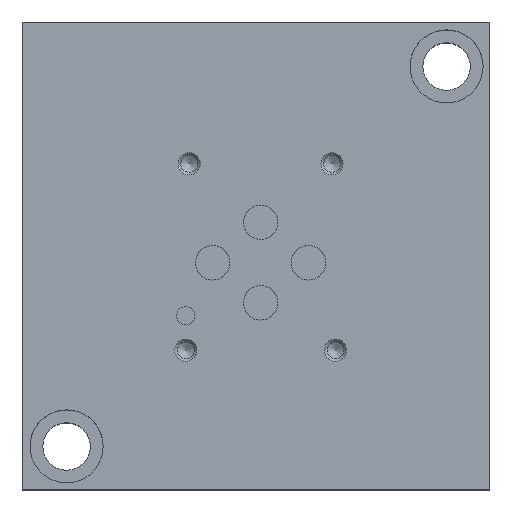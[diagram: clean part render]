
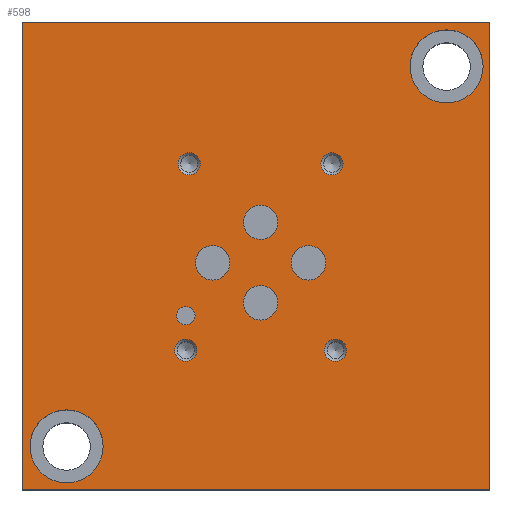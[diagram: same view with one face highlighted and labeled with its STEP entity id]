
A CAD part, top view. The second image highlights one B-rep face of the part: STEP entity #598.
In plain terms, the highlighted planar face has unit normal (0, 0, 1).
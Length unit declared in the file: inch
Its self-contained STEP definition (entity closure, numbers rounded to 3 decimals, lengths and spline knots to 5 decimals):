
#598 = ADVANCED_FACE( '', ( #1261, #1262, #1263, #1264, #1265, #1266, #1267, #1268, #1269, #1270, #1271, #1272 ), #1273, .F. );
#1261 = FACE_BOUND( '', #1948, .T. );
#1262 = FACE_BOUND( '', #1949, .T. );
#1263 = FACE_BOUND( '', #1950, .T. );
#1264 = FACE_BOUND( '', #1951, .T. );
#1265 = FACE_BOUND( '', #1952, .T. );
#1266 = FACE_BOUND( '', #1953, .T. );
#1267 = FACE_BOUND( '', #1954, .T. );
#1268 = FACE_BOUND( '', #1955, .T. );
#1269 = FACE_BOUND( '', #1956, .T. );
#1270 = FACE_BOUND( '', #1957, .T. );
#1271 = FACE_BOUND( '', #1958, .T. );
#1272 = FACE_OUTER_BOUND( '', #1959, .T. );
#1273 = PLANE( '', #1960 );
#1948 = EDGE_LOOP( '', ( #3644 ) );
#1949 = EDGE_LOOP( '', ( #3645 ) );
#1950 = EDGE_LOOP( '', ( #3646 ) );
#1951 = EDGE_LOOP( '', ( #3647 ) );
#1952 = EDGE_LOOP( '', ( #3648 ) );
#1953 = EDGE_LOOP( '', ( #3649 ) );
#1954 = EDGE_LOOP( '', ( #3650 ) );
#1955 = EDGE_LOOP( '', ( #3651 ) );
#1956 = EDGE_LOOP( '', ( #3652 ) );
#1957 = EDGE_LOOP( '', ( #3653 ) );
#1958 = EDGE_LOOP( '', ( #3654 ) );
#1959 = EDGE_LOOP( '', ( #3655, #3656, #3657, #3658 ) );
#1960 = AXIS2_PLACEMENT_3D( '', #3659, #3660, #3661 );
#3644 = ORIENTED_EDGE( '', *, *, #4347, .T. );
#3645 = ORIENTED_EDGE( '', *, *, #4272, .T. );
#3646 = ORIENTED_EDGE( '', *, *, #4173, .F. );
#3647 = ORIENTED_EDGE( '', *, *, #3820, .F. );
#3648 = ORIENTED_EDGE( '', *, *, #4028, .F. );
#3649 = ORIENTED_EDGE( '', *, *, #3823, .F. );
#3650 = ORIENTED_EDGE( '', *, *, #3841, .F. );
#3651 = ORIENTED_EDGE( '', *, *, #4260, .F. );
#3652 = ORIENTED_EDGE( '', *, *, #4384, .F. );
#3653 = ORIENTED_EDGE( '', *, *, #4092, .F. );
#3654 = ORIENTED_EDGE( '', *, *, #4255, .F. );
#3655 = ORIENTED_EDGE( '', *, *, #4387, .T. );
#3656 = ORIENTED_EDGE( '', *, *, #4276, .F. );
#3657 = ORIENTED_EDGE( '', *, *, #4237, .F. );
#3658 = ORIENTED_EDGE( '', *, *, #3874, .T. );
#3659 = CARTESIAN_POINT( '', ( 4., 4., 1.75 ) );
#3660 = DIRECTION( '', ( 0., 0., -1. ) );
#3661 = DIRECTION( '', ( -1., 0., 0. ) );
#3820 = EDGE_CURVE( '', #4524, #4524, #4525, .T. );
#3823 = EDGE_CURVE( '', #4529, #4529, #4530, .T. );
#3841 = EDGE_CURVE( '', #4561, #4561, #4562, .T. );
#3874 = EDGE_CURVE( '', #4623, #4621, #4624, .T. );
#4028 = EDGE_CURVE( '', #4881, #4881, #4882, .T. );
#4092 = EDGE_CURVE( '', #4979, #4979, #4980, .T. );
#4173 = EDGE_CURVE( '', #5105, #5105, #5106, .T. );
#4237 = EDGE_CURVE( '', #4623, #5190, #5191, .T. );
#4255 = EDGE_CURVE( '', #5216, #5216, #5217, .T. );
#4260 = EDGE_CURVE( '', #5222, #5222, #5223, .T. );
#4272 = EDGE_CURVE( '', #5242, #5242, #5243, .T. );
#4276 = EDGE_CURVE( '', #5190, #5245, #5249, .T. );
#4347 = EDGE_CURVE( '', #5350, #5350, #5351, .T. );
#4384 = EDGE_CURVE( '', #5395, #5395, #5396, .T. );
#4387 = EDGE_CURVE( '', #4621, #5245, #5399, .T. );
#4524 = VERTEX_POINT( '', #5552 );
#4525 = CIRCLE( '', #5553, 0.095 );
#4529 = VERTEX_POINT( '', #5557 );
#4530 = CIRCLE( '', #5558, 0.095 );
#4561 = VERTEX_POINT( '', #5601 );
#4562 = CIRCLE( '', #5602, 0.079 );
#4621 = VERTEX_POINT( '', #5684 );
#4623 = VERTEX_POINT( '', #5687 );
#4624 = LINE( '', #5688, #5689 );
#4881 = VERTEX_POINT( '', #6038 );
#4882 = CIRCLE( '', #6039, 0.095 );
#4979 = VERTEX_POINT( '', #6167 );
#4980 = CIRCLE( '', #6168, 0.1475 );
#5105 = VERTEX_POINT( '', #6332 );
#5106 = CIRCLE( '', #6333, 0.095 );
#5190 = VERTEX_POINT( '', #6452 );
#5191 = LINE( '', #6453, #6454 );
#5216 = VERTEX_POINT( '', #6489 );
#5217 = CIRCLE( '', #6490, 0.1475 );
#5222 = VERTEX_POINT( '', #6497 );
#5223 = CIRCLE( '', #6498, 0.1475 );
#5242 = VERTEX_POINT( '', #6523 );
#5243 = CIRCLE( '', #6524, 0.3125 );
#5245 = VERTEX_POINT( '', #6526 );
#5249 = LINE( '', #6532, #6533 );
#5350 = VERTEX_POINT( '', #6678 );
#5351 = CIRCLE( '', #6679, 0.3125 );
#5395 = VERTEX_POINT( '', #6736 );
#5396 = CIRCLE( '', #6737, 0.1475 );
#5399 = LINE( '', #6741, #6742 );
#5552 = CARTESIAN_POINT( '', ( 1.495, 1.192, 1.75 ) );
#5553 = AXIS2_PLACEMENT_3D( '', #6906, #6907, #6908 );
#5557 = CARTESIAN_POINT( '', ( 2.745, 2.787, 1.75 ) );
#5558 = AXIS2_PLACEMENT_3D( '', #6912, #6913, #6914 );
#5601 = CARTESIAN_POINT( '', ( 1.479, 1.488, 1.75 ) );
#5602 = AXIS2_PLACEMENT_3D( '', #6930, #6931, #6932 );
#5684 = CARTESIAN_POINT( '', ( 0., 4., 1.75 ) );
#5687 = CARTESIAN_POINT( '', ( 4., 4., 1.75 ) );
#5688 = CARTESIAN_POINT( '', ( 4., 4., 1.75 ) );
#5689 = VECTOR( '', #6966, 39.37008 );
#6038 = CARTESIAN_POINT( '', ( 2.775, 1.192, 1.75 ) );
#6039 = AXIS2_PLACEMENT_3D( '', #7146, #7147, #7148 );
#6167 = CARTESIAN_POINT( '', ( 2.5965, 1.94, 1.75 ) );
#6168 = AXIS2_PLACEMENT_3D( '', #7225, #7226, #7227 );
#6332 = CARTESIAN_POINT( '', ( 1.524, 2.787, 1.75 ) );
#6333 = AXIS2_PLACEMENT_3D( '', #7339, #7340, #7341 );
#6452 = CARTESIAN_POINT( '', ( 4., 0., 1.75 ) );
#6453 = CARTESIAN_POINT( '', ( 4., 4., 1.75 ) );
#6454 = VECTOR( '', #7395, 39.37008 );
#6489 = CARTESIAN_POINT( '', ( 1.7775, 1.94, 1.75 ) );
#6490 = AXIS2_PLACEMENT_3D( '', #7412, #7413, #7414 );
#6497 = CARTESIAN_POINT( '', ( 2.1875, 1.598, 1.75 ) );
#6498 = AXIS2_PLACEMENT_3D( '', #7417, #7418, #7419 );
#6523 = CARTESIAN_POINT( '', ( 0.0675, 0.37, 1.75 ) );
#6524 = AXIS2_PLACEMENT_3D( '', #7432, #7433, #7434 );
#6526 = CARTESIAN_POINT( '', ( 0., 0., 1.75 ) );
#6532 = CARTESIAN_POINT( '', ( 4., 0., 1.75 ) );
#6533 = VECTOR( '', #7437, 39.37008 );
#6678 = CARTESIAN_POINT( '', ( 3.3175, 3.62, 1.75 ) );
#6679 = AXIS2_PLACEMENT_3D( '', #7533, #7534, #7535 );
#6736 = CARTESIAN_POINT( '', ( 2.1875, 2.287, 1.75 ) );
#6737 = AXIS2_PLACEMENT_3D( '', #7555, #7556, #7557 );
#6741 = CARTESIAN_POINT( '', ( 0., 4., 1.75 ) );
#6742 = VECTOR( '', #7559, 39.37008 );
#6906 = CARTESIAN_POINT( '', ( 1.4, 1.192, 1.75 ) );
#6907 = DIRECTION( '', ( 0., 0., 1. ) );
#6908 = DIRECTION( '', ( 1., 0., 0. ) );
#6912 = CARTESIAN_POINT( '', ( 2.65, 2.787, 1.75 ) );
#6913 = DIRECTION( '', ( 0., 0., 1. ) );
#6914 = DIRECTION( '', ( 1., 0., 0. ) );
#6930 = CARTESIAN_POINT( '', ( 1.4, 1.488, 1.75 ) );
#6931 = DIRECTION( '', ( 0., 0., 1. ) );
#6932 = DIRECTION( '', ( 1., 0., 0. ) );
#6966 = DIRECTION( '', ( -1., 0., 0. ) );
#7146 = CARTESIAN_POINT( '', ( 2.68, 1.192, 1.75 ) );
#7147 = DIRECTION( '', ( 0., 0., 1. ) );
#7148 = DIRECTION( '', ( 1., 0., 0. ) );
#7225 = CARTESIAN_POINT( '', ( 2.449, 1.94, 1.75 ) );
#7226 = DIRECTION( '', ( 0., 0., 1. ) );
#7227 = DIRECTION( '', ( 1., 0., 0. ) );
#7339 = CARTESIAN_POINT( '', ( 1.429, 2.787, 1.75 ) );
#7340 = DIRECTION( '', ( 0., 0., 1. ) );
#7341 = DIRECTION( '', ( 1., 0., 0. ) );
#7395 = DIRECTION( '', ( 0., -1., 0. ) );
#7412 = CARTESIAN_POINT( '', ( 1.63, 1.94, 1.75 ) );
#7413 = DIRECTION( '', ( 0., 0., 1. ) );
#7414 = DIRECTION( '', ( 1., 0., 0. ) );
#7417 = CARTESIAN_POINT( '', ( 2.04, 1.598, 1.75 ) );
#7418 = DIRECTION( '', ( 0., 0., 1. ) );
#7419 = DIRECTION( '', ( 1., 0., 0. ) );
#7432 = CARTESIAN_POINT( '', ( 0.38, 0.37, 1.75 ) );
#7433 = DIRECTION( '', ( 0., 0., -1. ) );
#7434 = DIRECTION( '', ( -1., 0., 0. ) );
#7437 = DIRECTION( '', ( -1., 0., 0. ) );
#7533 = CARTESIAN_POINT( '', ( 3.63, 3.62, 1.75 ) );
#7534 = DIRECTION( '', ( 0., 0., -1. ) );
#7535 = DIRECTION( '', ( -1., 0., 0. ) );
#7555 = CARTESIAN_POINT( '', ( 2.04, 2.287, 1.75 ) );
#7556 = DIRECTION( '', ( 0., 0., 1. ) );
#7557 = DIRECTION( '', ( 1., 0., 0. ) );
#7559 = DIRECTION( '', ( 0., -1., 0. ) );
